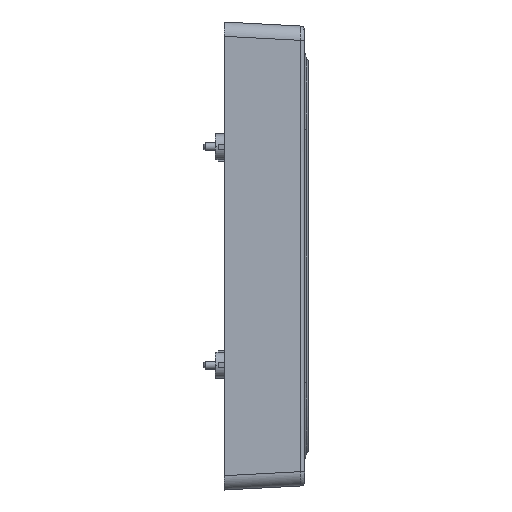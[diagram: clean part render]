
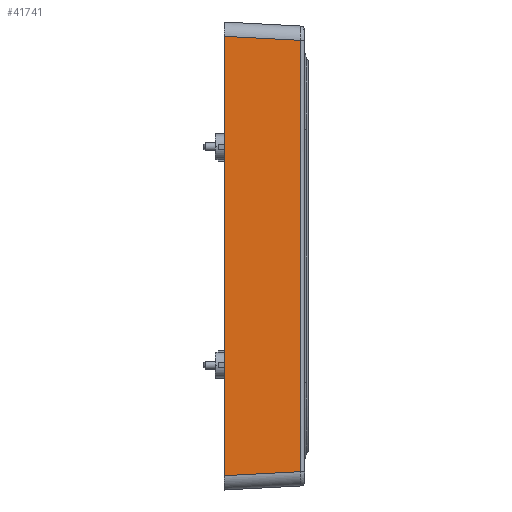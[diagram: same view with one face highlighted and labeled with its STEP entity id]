
A CAD part, front view. The second image highlights one B-rep face of the part: STEP entity #41741.
In plain terms, the highlighted planar face has unit normal (0.052, -0.999, 0).
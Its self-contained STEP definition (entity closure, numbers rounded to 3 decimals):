
#14925=CARTESIAN_POINT('',(-8.28,-101.384,38.227));
#14936=DIRECTION('',(0.,0.,-1.));
#14937=VECTOR('',#14936,76.454);
#14938=CARTESIAN_POINT('',(-8.28,-101.384,38.227));
#14939=LINE('',#14938,#14937);
#14949=CARTESIAN_POINT('',(-8.28,-101.384,-38.227));
#15881=DIRECTION('',(0.,0.,-1.));
#15882=VECTOR('',#15881,75.056);
#15883=CARTESIAN_POINT('',(5.062,-100.684,
37.528));
#15884=LINE('',#15883,#15882);
#15888=DIRECTION('',(-0.997,-0.052,-0.052));
#15889=VECTOR('',#15888,13.378);
#15890=CARTESIAN_POINT('',(5.062,-100.684,
-37.528));
#15891=LINE('',#15890,#15889);
#15895=DIRECTION('',(-0.997,-0.052,0.052));
#15896=VECTOR('',#15895,13.378);
#15897=CARTESIAN_POINT('',(5.062,-100.684,
37.528));
#15898=LINE('',#15897,#15896);
#15909=CARTESIAN_POINT('',(5.062,-100.684,
37.528));
#25650=VERTEX_POINT('',#14925);
#25652=VERTEX_POINT('',#14949);
#25700=VERTEX_POINT('',#15909);
#25703=CARTESIAN_POINT('',(5.062,-100.684,
-37.528));
#25704=VERTEX_POINT('',#25703);
#41729=CARTESIAN_POINT('',(5.72,-100.65,43.655));
#41730=DIRECTION('',(0.052,-0.999,0.));
#41731=DIRECTION('',(0.,0.,-1.));
#41732=AXIS2_PLACEMENT_3D('',#41729,#41730,#41731);
#41733=PLANE('',#41732);
#41734=ORIENTED_EDGE('',*,*,#41587,.T.);
#41735=ORIENTED_EDGE('',*,*,#41717,.T.);
#41736=ORIENTED_EDGE('',*,*,#40615,.F.);
#41738=ORIENTED_EDGE('',*,*,#41737,.F.);
#41739=EDGE_LOOP('',(#41734,#41735,#41736,#41738));
#41740=FACE_OUTER_BOUND('',#41739,.F.);
#41741=ADVANCED_FACE('',(#41740),#41733,.T.);
#40615=EDGE_CURVE('',#25650,#25652,#14939,.T.);
#41587=EDGE_CURVE('',#25700,#25704,#15884,.T.);
#41717=EDGE_CURVE('',#25704,#25652,#15891,.T.);
#41737=EDGE_CURVE('',#25700,#25650,#15898,.T.);
